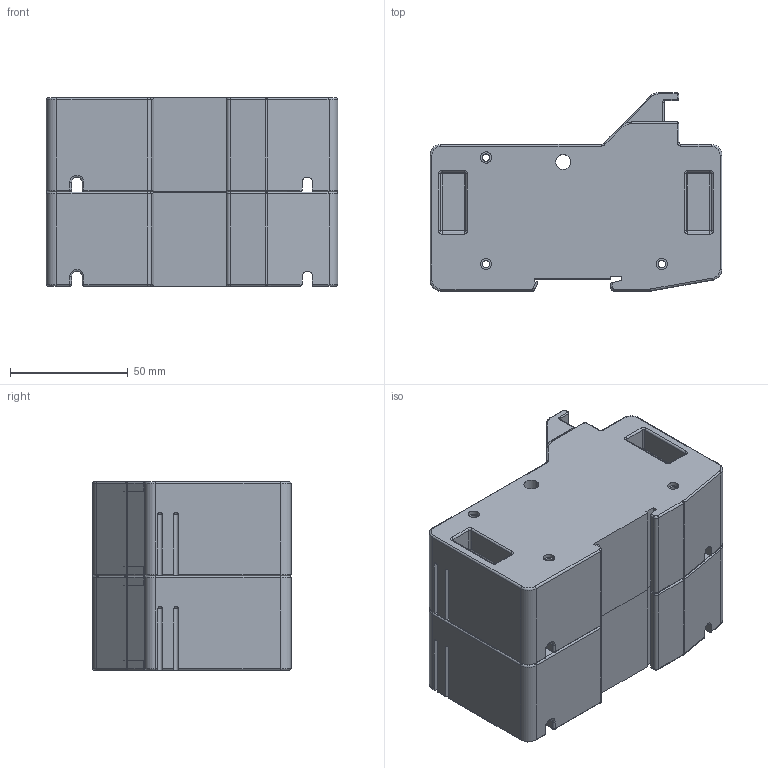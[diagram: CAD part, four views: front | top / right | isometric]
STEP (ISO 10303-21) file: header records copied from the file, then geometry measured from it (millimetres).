
FILE_DESCRIPTION (( 'STEP AP214' ), '1' );
FILE_NAME ('CH60J2L.step', '2017-11-09T21:14:19', ( '' ), ( '' ), 'SwSTEP 2.0', 'SolidWorks 2017', '' );
FILE_SCHEMA (( 'AUTOMOTIVE_DESIGN' ));
Length unit declared in the file: inch
Products named in the file (1): CH60J2L
Bounding box: 123.98 x 84.15 x 80 mm (x, y, z)
Volume: 560776.9 mm3; surface area: 87184.1 mm2
Topology: 6 solids, 6 shells, 602 faces, 1454 edges, 824 vertices
Faces by surface type: cylinder 300, plane 164, torus 74, sphere 48, bspline 16
Entity records: 17369 total; most frequent: CARTESIAN_POINT 3303, DIRECTION 3168, ORIENTED_EDGE 2796, EDGE_CURVE 1398, AXIS2_PLACEMENT_3D 1229, VERTEX_POINT 824, VECTOR 710, LINE 710
